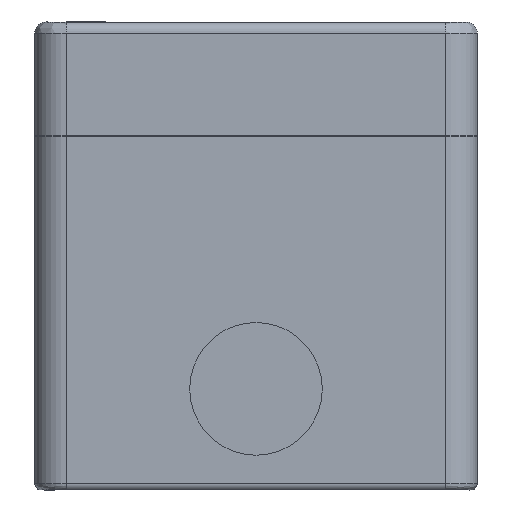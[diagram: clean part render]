
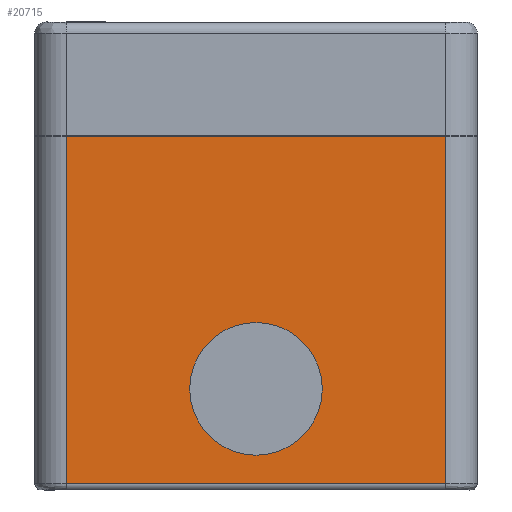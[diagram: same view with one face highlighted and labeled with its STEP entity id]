
A CAD part, front view. The second image highlights one B-rep face of the part: STEP entity #20715.
In plain terms, the highlighted planar face has unit normal (0, -1, 0).
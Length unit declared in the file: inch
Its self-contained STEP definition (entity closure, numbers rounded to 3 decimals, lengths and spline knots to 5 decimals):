
#1976 = EDGE_CURVE ( 'NONE', #24038, #8510, #24100, .T. ) ;
#2026 = VERTEX_POINT ( 'NONE', #19818 ) ;
#2673 = EDGE_CURVE ( 'NONE', #18581, #21470, #16817, .T. ) ;
#2786 = LINE ( 'NONE', #24104, #21270 ) ;
#2916 = DIRECTION ( 'NONE',  ( 0., 0., 1. ) ) ;
#3554 = ORIENTED_EDGE ( 'NONE', *, *, #17490, .F. ) ;
#4102 = CARTESIAN_POINT ( 'NONE',  ( 1.74665, -4.77133, -2.6016 ) ) ;
#4401 = AXIS2_PLACEMENT_3D ( 'NONE', #19576, #23565, #15302 ) ;
#4763 = DIRECTION ( 'NONE',  ( 0., -1., 0. ) ) ;
#5550 = CARTESIAN_POINT ( 'NONE',  ( 1.33327, -4.77133, -2.6016 ) ) ;
#6338 = ORIENTED_EDGE ( 'NONE', *, *, #7765, .F. ) ;
#6466 = VECTOR ( 'NONE', #9984, 39.37008 ) ;
#6734 = AXIS2_PLACEMENT_3D ( 'NONE', #5550, #7406, #23457 ) ;
#7119 = CARTESIAN_POINT ( 'NONE',  ( 0.15216, -4.77133, -1.0268 ) ) ;
#7406 = DIRECTION ( 'NONE',  ( 0., 1., 0. ) ) ;
#7765 = EDGE_CURVE ( 'NONE', #2026, #21470, #21630, .T. ) ;
#8179 = EDGE_LOOP ( 'NONE', ( #17592, #25193 ) ) ;
#8510 = VERTEX_POINT ( 'NONE', #9617 ) ;
#9617 = CARTESIAN_POINT ( 'NONE',  ( 0.91988, -4.77133, -2.6016 ) ) ;
#9626 = VECTOR ( 'NONE', #17072, 39.37008 ) ;
#9908 = ORIENTED_EDGE ( 'NONE', *, *, #19883, .T. ) ;
#9984 = DIRECTION ( 'NONE',  ( 0., 0., 1. ) ) ;
#11877 = EDGE_LOOP ( 'NONE', ( #11908, #6338, #3554, #9908 ) ) ;
#11908 = ORIENTED_EDGE ( 'NONE', *, *, #2673, .T. ) ;
#12148 = VERTEX_POINT ( 'NONE', #22770 ) ;
#12443 = LINE ( 'NONE', #16015, #6466 ) ;
#12752 = DIRECTION ( 'NONE',  ( 0., 0., -1. ) ) ;
#12914 = VECTOR ( 'NONE', #2916, 39.37008 ) ;
#12930 = CARTESIAN_POINT ( 'NONE',  ( 0.15216, -4.77133, -2.10948 ) ) ;
#15302 = DIRECTION ( 'NONE',  ( 1., 0., 0. ) ) ;
#15483 = EDGE_CURVE ( 'NONE', #8510, #24038, #23693, .T. ) ;
#16015 = CARTESIAN_POINT ( 'NONE',  ( 2.51437, -4.77133, -2.10948 ) ) ;
#16194 = DIRECTION ( 'NONE',  ( -1., 0., 0. ) ) ;
#16817 = LINE ( 'NONE', #7119, #9626 ) ;
#16984 = CARTESIAN_POINT ( 'NONE',  ( 0.15216, -4.77133, -2.10948 ) ) ;
#17072 = DIRECTION ( 'NONE',  ( -1., 0., 0. ) ) ;
#17490 = EDGE_CURVE ( 'NONE', #12148, #2026, #2786, .T. ) ;
#17592 = ORIENTED_EDGE ( 'NONE', *, *, #1976, .T. ) ;
#18581 = VERTEX_POINT ( 'NONE', #20520 ) ;
#19576 = CARTESIAN_POINT ( 'NONE',  ( 1.33327, -4.77133, -2.6016 ) ) ;
#19818 = CARTESIAN_POINT ( 'NONE',  ( 0.15216, -4.77133, -3.19215 ) ) ;
#19883 = EDGE_CURVE ( 'NONE', #12148, #18581, #12443, .T. ) ;
#20469 = FACE_BOUND ( 'NONE', #8179, .T. ) ;
#20520 = CARTESIAN_POINT ( 'NONE',  ( 2.51437, -4.77133, -1.0268 ) ) ;
#20715 = ADVANCED_FACE ( 'NONE', ( #20469, #24211 ), #22838, .T. ) ;
#21270 = VECTOR ( 'NONE', #16194, 39.37008 ) ;
#21470 = VERTEX_POINT ( 'NONE', #23942 ) ;
#21630 = LINE ( 'NONE', #16984, #12914 ) ;
#22770 = CARTESIAN_POINT ( 'NONE',  ( 2.51437, -4.77133, -3.19215 ) ) ;
#22838 = PLANE ( 'NONE',  #24268 ) ;
#23457 = DIRECTION ( 'NONE',  ( 1., 0., 0. ) ) ;
#23565 = DIRECTION ( 'NONE',  ( 0., 1., 0. ) ) ;
#23693 = CIRCLE ( 'NONE', #6734, 0.41339 ) ;
#23942 = CARTESIAN_POINT ( 'NONE',  ( 0.15216, -4.77133, -1.0268 ) ) ;
#24038 = VERTEX_POINT ( 'NONE', #4102 ) ;
#24100 = CIRCLE ( 'NONE', #4401, 0.41339 ) ;
#24104 = CARTESIAN_POINT ( 'NONE',  ( 1.33327, -4.77133, -3.19215 ) ) ;
#24211 = FACE_OUTER_BOUND ( 'NONE', #11877, .T. ) ;
#24268 = AXIS2_PLACEMENT_3D ( 'NONE', #12930, #4763, #12752 ) ;
#25193 = ORIENTED_EDGE ( 'NONE', *, *, #15483, .T. ) ;
